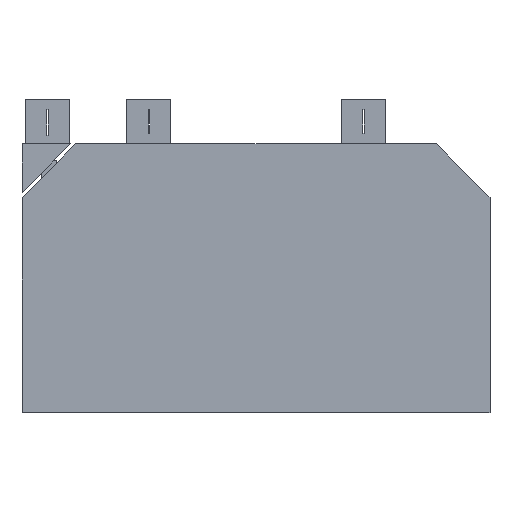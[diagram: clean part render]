
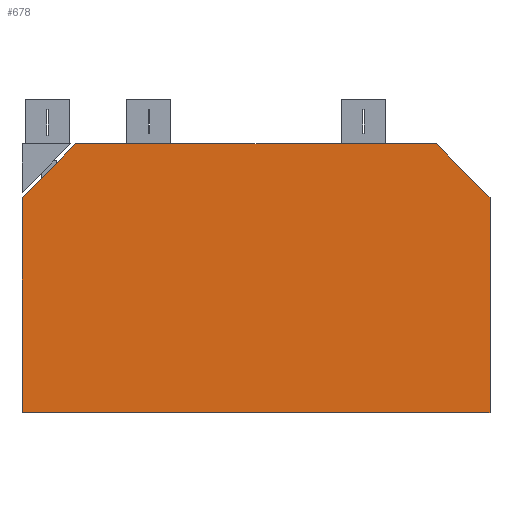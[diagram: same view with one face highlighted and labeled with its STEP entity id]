
A CAD part, top view. The second image highlights one B-rep face of the part: STEP entity #678.
In plain terms, the highlighted planar face has unit normal (0, 0, 1).
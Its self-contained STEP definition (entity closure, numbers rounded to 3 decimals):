
#260=ORIENTED_EDGE('',*,*,#386,.T.);
#261=ORIENTED_EDGE('',*,*,#389,.T.);
#262=ORIENTED_EDGE('',*,*,#390,.T.);
#263=ORIENTED_EDGE('',*,*,#391,.F.);
#264=ORIENTED_EDGE('',*,*,#392,.T.);
#265=ORIENTED_EDGE('',*,*,#393,.T.);
#386=EDGE_CURVE('',#467,#465,#1086,.T.);
#389=EDGE_CURVE('',#465,#469,#1089,.T.);
#390=EDGE_CURVE('',#469,#470,#1090,.T.);
#391=EDGE_CURVE('',#471,#470,#1091,.T.);
#392=EDGE_CURVE('',#471,#472,#1092,.T.);
#393=EDGE_CURVE('',#472,#467,#1093,.T.);
#465=VERTEX_POINT('',#1842);
#467=VERTEX_POINT('',#1845);
#469=VERTEX_POINT('',#1851);
#470=VERTEX_POINT('',#1853);
#471=VERTEX_POINT('',#1855);
#472=VERTEX_POINT('',#1857);
#525=EDGE_LOOP('',(#260,#261,#262,#263,#264,#265));
#580=FACE_BOUND('',#525,.T.);
#629=PLANE('',#1311);
#678=ADVANCED_FACE('',(#580),#629,.T.);
#1086=LINE('',#1844,#1238);
#1089=LINE('',#1850,#1241);
#1090=LINE('',#1852,#1242);
#1091=LINE('',#1854,#1243);
#1092=LINE('',#1856,#1244);
#1093=LINE('',#1858,#1245);
#1238=VECTOR('',#1555,1000.);
#1241=VECTOR('',#1560,1000.);
#1242=VECTOR('',#1561,1000.);
#1243=VECTOR('',#1562,1000.);
#1244=VECTOR('',#1563,1000.);
#1245=VECTOR('',#1564,1000.);
#1311=AXIS2_PLACEMENT_3D('',#1849,#1558,#1559);
#1555=DIRECTION('',(0.,1.,0.));
#1558=DIRECTION('',(0.,0.,1.));
#1559=DIRECTION('',(1.,0.,0.));
#1560=DIRECTION('',(-0.707,0.707,0.));
#1561=DIRECTION('',(-1.,0.,0.));
#1562=DIRECTION('',(0.707,0.707,0.));
#1563=DIRECTION('',(0.,-1.,0.));
#1564=DIRECTION('',(1.,0.,0.));
#1842=CARTESIAN_POINT('',(69.13,31.75,0.1));
#1844=CARTESIAN_POINT('',(69.13,0.,0.1));
#1845=CARTESIAN_POINT('',(69.13,0.,0.1));
#1849=CARTESIAN_POINT('',(0.,0.,0.1));
#1850=CARTESIAN_POINT('',(50.44,50.44,0.1));
#1851=CARTESIAN_POINT('',(61.18,39.7,0.1));
#1852=CARTESIAN_POINT('',(69.13,39.7,0.1));
#1853=CARTESIAN_POINT('',(7.95,39.7,0.1));
#1854=CARTESIAN_POINT('',(0.,31.75,0.1));
#1855=CARTESIAN_POINT('',(0.,31.75,0.1));
#1856=CARTESIAN_POINT('',(0.,39.7,0.1));
#1857=CARTESIAN_POINT('',(0.,0.,0.1));
#1858=CARTESIAN_POINT('',(0.,0.,0.1));
